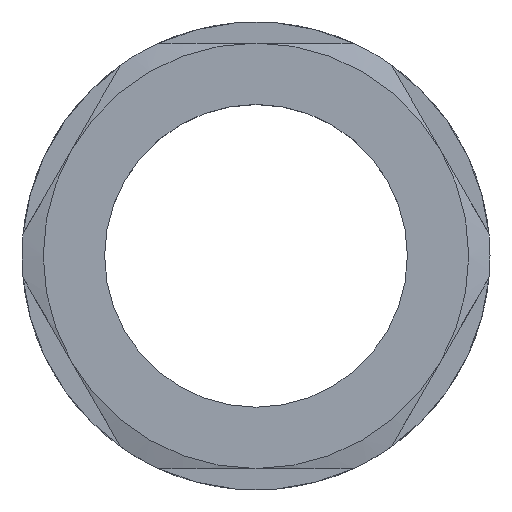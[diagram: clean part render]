
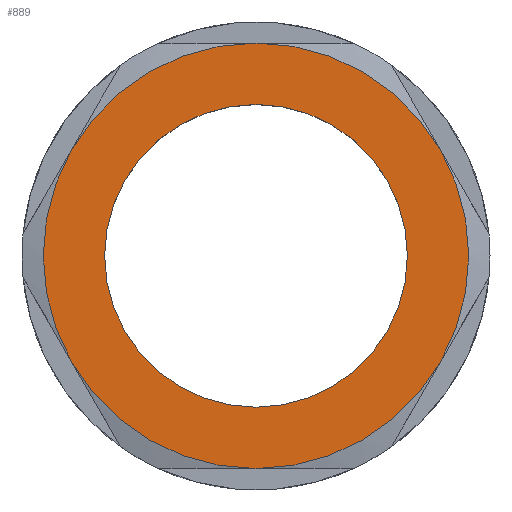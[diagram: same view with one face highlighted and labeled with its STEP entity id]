
A CAD part, top view. The second image highlights one B-rep face of the part: STEP entity #889.
In plain terms, the highlighted planar face has unit normal (0, 0, 1).
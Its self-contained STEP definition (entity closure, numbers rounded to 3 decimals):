
#10 = AXIS2_PLACEMENT_3D ( 'NONE', #405, #403, #399 ) ;
#13 = EDGE_CURVE ( 'NONE', #791, #267, #757, .T. ) ;
#39 = CIRCLE ( 'NONE', #359, 13. ) ;
#65 = AXIS2_PLACEMENT_3D ( 'NONE', #489, #486, #484 ) ;
#66 = ORIENTED_EDGE ( 'NONE', *, *, #407, .F. ) ;
#72 = CIRCLE ( 'NONE', #283, 13. ) ;
#97 = CIRCLE ( 'NONE', #170, 13. ) ;
#118 = AXIS2_PLACEMENT_3D ( 'NONE', #604, #579, #578 ) ;
#125 = CIRCLE ( 'NONE', #154, 9.25 ) ;
#149 = FACE_OUTER_BOUND ( 'NONE', #411, .T. ) ;
#150 = FACE_BOUND ( 'NONE', #720, .T. ) ;
#154 = AXIS2_PLACEMENT_3D ( 'NONE', #635, #632, #631 ) ;
#170 = AXIS2_PLACEMENT_3D ( 'NONE', #672, #671, #670 ) ;
#181 = CIRCLE ( 'NONE', #10, 13. ) ;
#186 = CIRCLE ( 'NONE', #65, 9.25 ) ;
#197 = ORIENTED_EDGE ( 'NONE', *, *, #792, .F. ) ;
#226 = ORIENTED_EDGE ( 'NONE', *, *, #535, .F. ) ;
#253 = EDGE_CURVE ( 'NONE', #267, #1048, #682, .T. ) ;
#267 = VERTEX_POINT ( 'NONE', #413 ) ;
#278 = ORIENTED_EDGE ( 'NONE', *, *, #13, .F. ) ;
#283 = AXIS2_PLACEMENT_3D ( 'NONE', #793, #788, #785 ) ;
#303 = DIRECTION ( 'NONE',  ( 0., 0., -1. ) ) ;
#359 = AXIS2_PLACEMENT_3D ( 'NONE', #899, #898, #897 ) ;
#361 = CARTESIAN_POINT ( 'NONE',  ( 0., -13., 3. ) ) ;
#374 = VERTEX_POINT ( 'NONE', #951 ) ;
#382 = CARTESIAN_POINT ( 'NONE',  ( 0., 0., 3. ) ) ;
#399 = DIRECTION ( 'NONE',  ( 0., 1., 0. ) ) ;
#402 = DIRECTION ( 'NONE',  ( 0., 1., 0. ) ) ;
#403 = DIRECTION ( 'NONE',  ( 0., 0., -1. ) ) ;
#405 = CARTESIAN_POINT ( 'NONE',  ( 0., 0., 3. ) ) ;
#407 = EDGE_CURVE ( 'NONE', #1048, #789, #39, .T. ) ;
#411 = EDGE_LOOP ( 'NONE', ( #970, #197, #226, #66, #418, #278 ) ) ;
#413 = CARTESIAN_POINT ( 'NONE',  ( 11.258, -6.5, 3. ) ) ;
#418 = ORIENTED_EDGE ( 'NONE', *, *, #253, .F. ) ;
#484 = DIRECTION ( 'NONE',  ( 1., 0., 0. ) ) ;
#486 = DIRECTION ( 'NONE',  ( 0., 0., 1. ) ) ;
#489 = CARTESIAN_POINT ( 'NONE',  ( 0., 0., 3. ) ) ;
#529 = AXIS2_PLACEMENT_3D ( 'NONE', #382, #303, #402 ) ;
#535 = EDGE_CURVE ( 'NONE', #789, #794, #72, .T. ) ;
#538 = ORIENTED_EDGE ( 'NONE', *, *, #955, .F. ) ;
#571 = CARTESIAN_POINT ( 'NONE',  ( 0., 13., 3. ) ) ;
#578 = DIRECTION ( 'NONE',  ( 1., 0., 0. ) ) ;
#579 = DIRECTION ( 'NONE',  ( 0., 0., 1. ) ) ;
#581 = PLANE ( 'NONE',  #118 ) ;
#604 = CARTESIAN_POINT ( 'NONE',  ( 0., 0., 3. ) ) ;
#619 = CARTESIAN_POINT ( 'NONE',  ( 9.25, 0., 3. ) ) ;
#631 = DIRECTION ( 'NONE',  ( 1., 0., 0. ) ) ;
#632 = DIRECTION ( 'NONE',  ( 0., 0., 1. ) ) ;
#635 = CARTESIAN_POINT ( 'NONE',  ( 0., 0., 3. ) ) ;
#670 = DIRECTION ( 'NONE',  ( 0., 1., 0. ) ) ;
#671 = DIRECTION ( 'NONE',  ( 0., 0., -1. ) ) ;
#672 = CARTESIAN_POINT ( 'NONE',  ( 0., 0., 3. ) ) ;
#680 = CARTESIAN_POINT ( 'NONE',  ( 11.258, 6.5, 3. ) ) ;
#682 = CIRCLE ( 'NONE', #529, 13. ) ;
#683 = CARTESIAN_POINT ( 'NONE',  ( -11.258, 6.5, 3. ) ) ;
#697 = CARTESIAN_POINT ( 'NONE',  ( -11.258, -6.5, 3. ) ) ;
#720 = EDGE_LOOP ( 'NONE', ( #739, #538 ) ) ;
#739 = ORIENTED_EDGE ( 'NONE', *, *, #814, .F. ) ;
#757 = CIRCLE ( 'NONE', #863, 13. ) ;
#785 = DIRECTION ( 'NONE',  ( 0., 1., 0. ) ) ;
#788 = DIRECTION ( 'NONE',  ( 0., 0., -1. ) ) ;
#789 = VERTEX_POINT ( 'NONE', #697 ) ;
#791 = VERTEX_POINT ( 'NONE', #680 ) ;
#792 = EDGE_CURVE ( 'NONE', #794, #902, #97, .T. ) ;
#793 = CARTESIAN_POINT ( 'NONE',  ( 0., 0., 3. ) ) ;
#794 = VERTEX_POINT ( 'NONE', #683 ) ;
#814 = EDGE_CURVE ( 'NONE', #848, #374, #125, .T. ) ;
#848 = VERTEX_POINT ( 'NONE', #619 ) ;
#861 = DIRECTION ( 'NONE',  ( 0., 0., -1. ) ) ;
#863 = AXIS2_PLACEMENT_3D ( 'NONE', #1003, #861, #964 ) ;
#889 = ADVANCED_FACE ( 'NONE', ( #150, #149 ), #581, .T. ) ;
#897 = DIRECTION ( 'NONE',  ( 0., 1., 0. ) ) ;
#898 = DIRECTION ( 'NONE',  ( 0., 0., -1. ) ) ;
#899 = CARTESIAN_POINT ( 'NONE',  ( 0., 0., 3. ) ) ;
#902 = VERTEX_POINT ( 'NONE', #571 ) ;
#951 = CARTESIAN_POINT ( 'NONE',  ( -9.25, 0., 3. ) ) ;
#955 = EDGE_CURVE ( 'NONE', #374, #848, #186, .T. ) ;
#964 = DIRECTION ( 'NONE',  ( 0., 1., 0. ) ) ;
#970 = ORIENTED_EDGE ( 'NONE', *, *, #996, .F. ) ;
#996 = EDGE_CURVE ( 'NONE', #902, #791, #181, .T. ) ;
#1003 = CARTESIAN_POINT ( 'NONE',  ( 0., 0., 3. ) ) ;
#1048 = VERTEX_POINT ( 'NONE', #361 ) ;
